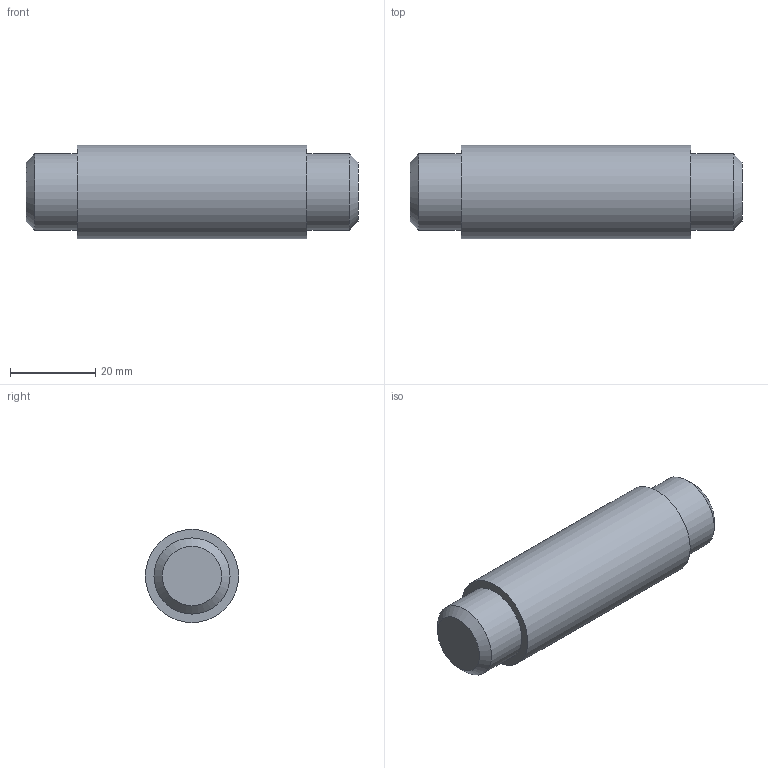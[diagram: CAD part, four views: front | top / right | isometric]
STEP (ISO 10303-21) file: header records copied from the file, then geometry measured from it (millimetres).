
FILE_DESCRIPTION(/* description */ (''),/* implementation_level */ '2;1');
FILE_NAME(/* name */ 'axle.stp',/* time_stamp */ '2021-06-18T18:49:45+03:00',/* author */ ('joelm'),/* organization */ (''),/* preprocessor_version */ 'ST-DEVELOPER v17',/* originating_system */ 'Autodesk Inventor 2019',/* authorisation */ '');
FILE_SCHEMA (('AUTOMOTIVE_DESIGN { 1 0 10303 214 3 1 1 }'));
Length unit declared in the file: millimetre
Products named in the file (1): axle
Bounding box: 78 x 21.9 x 21.9 mm (x, y, z)
Volume: 26172.4 mm3; surface area: 5676.1 mm2
Topology: 1 solids, 1 shells, 9 faces, 19 edges, 14 vertices
Faces by surface type: plane 4, cylinder 3, cone 2
Full cylindrical faces by diameter (mm): 17.9 x2, 21.9 x1
Entity records: 298 total; most frequent: DIRECTION 53, CARTESIAN_POINT 43, ORIENTED_EDGE 38, AXIS2_PLACEMENT_3D 24, EDGE_CURVE 19, CIRCLE 14, VERTEX_POINT 14, EDGE_LOOP 11
